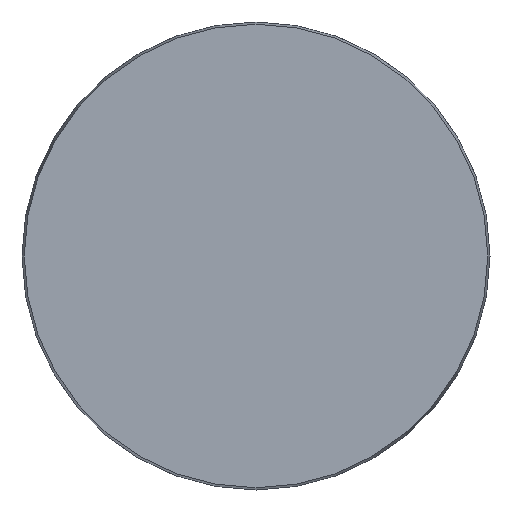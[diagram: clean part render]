
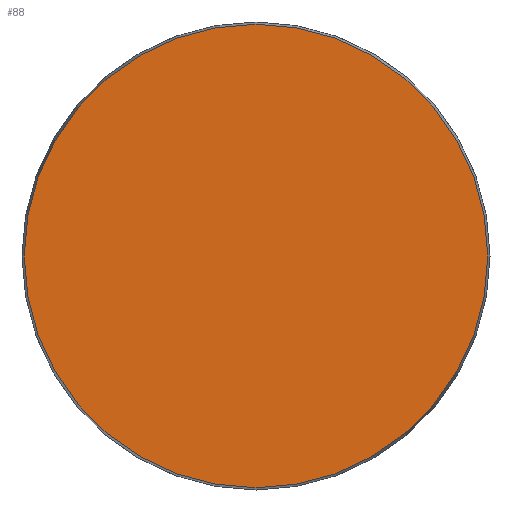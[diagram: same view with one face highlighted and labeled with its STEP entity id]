
A CAD part, front view. The second image highlights one B-rep face of the part: STEP entity #88.
In plain terms, the highlighted planar face has unit normal (0, -1, 0).
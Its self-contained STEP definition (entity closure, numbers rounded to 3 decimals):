
#24 = PLANE ( 'NONE',  #544 ) ;
#40 = CIRCLE ( 'NONE', #505, 58.425 ) ;
#88 = ADVANCED_FACE ( 'NONE', ( #144 ), #24, .F. ) ;
#94 = EDGE_LOOP ( 'NONE', ( #160 ) ) ;
#144 = FACE_OUTER_BOUND ( 'NONE', #94, .T. ) ;
#160 = ORIENTED_EDGE ( 'NONE', *, *, #537, .T. ) ;
#188 = DIRECTION ( 'NONE',  ( 0., 0., 1. ) ) ;
#279 = VERTEX_POINT ( 'NONE', #449 ) ;
#345 = CARTESIAN_POINT ( 'NONE',  ( -58.425, 0., 0. ) ) ;
#390 = DIRECTION ( 'NONE',  ( 0., 0., -1. ) ) ;
#410 = DIRECTION ( 'NONE',  ( 0., -1., 0. ) ) ;
#422 = CARTESIAN_POINT ( 'NONE',  ( 0., 0., 0. ) ) ;
#449 = CARTESIAN_POINT ( 'NONE',  ( 0., 0., -58.425 ) ) ;
#505 = AXIS2_PLACEMENT_3D ( 'NONE', #422, #410, #390 ) ;
#529 = DIRECTION ( 'NONE',  ( 0., 1., 0. ) ) ;
#537 = EDGE_CURVE ( 'NONE', #279, #279, #40, .T. ) ;
#544 = AXIS2_PLACEMENT_3D ( 'NONE', #345, #529, #188 ) ;
